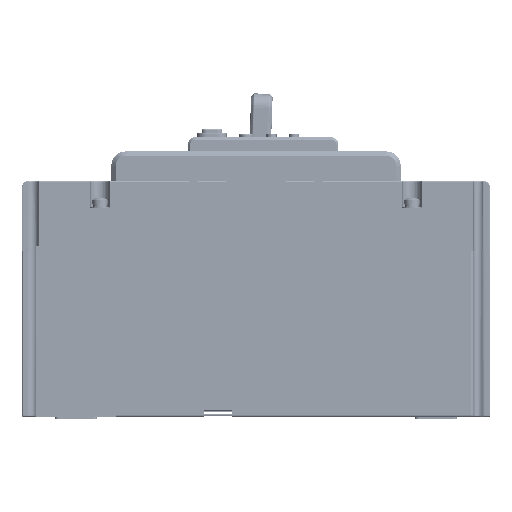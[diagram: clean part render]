
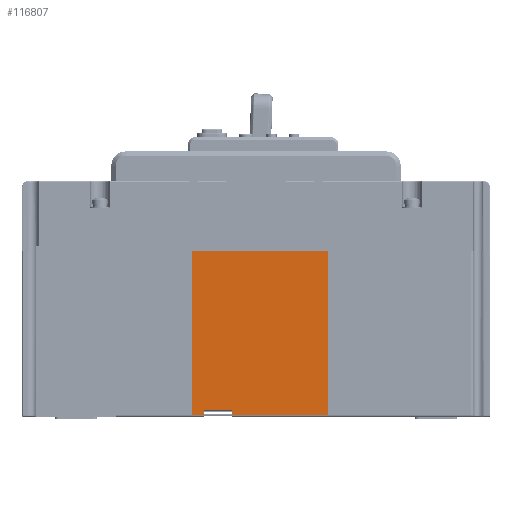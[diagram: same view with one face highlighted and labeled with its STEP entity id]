
A CAD part, top view. The second image highlights one B-rep face of the part: STEP entity #116807.
In plain terms, the highlighted planar face has unit normal (0, 0, 1).
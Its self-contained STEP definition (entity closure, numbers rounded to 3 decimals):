
#9046=DIRECTION('',(0.,1.,0.));
#9047=VECTOR('',#9046,2.);
#9048=CARTESIAN_POINT('',(-18.5,-49.3,53.));
#9049=LINE('',#9048,#9047);
#19232=DIRECTION('',(0.,-1.,0.));
#19233=VECTOR('',#19232,2.);
#19234=CARTESIAN_POINT('',(-8.5,-47.3,53.));
#19235=LINE('',#19234,#19233);
#20564=DIRECTION('',(-1.,0.,0.));
#20565=VECTOR('',#20564,16.6);
#20566=CARTESIAN_POINT('',(25.5,8.7,53.));
#20567=LINE('',#20566,#20565);
#20568=DIRECTION('',(0.,-1.,0.));
#20569=VECTOR('',#20568,58.);
#20570=CARTESIAN_POINT('',(25.5,8.7,53.));
#20571=LINE('',#20570,#20569);
#20572=DIRECTION('',(-1.,0.,0.));
#20573=VECTOR('',#20572,34.);
#20574=CARTESIAN_POINT('',(25.5,-49.3,53.));
#20575=LINE('',#20574,#20573);
#20576=DIRECTION('',(1.,0.,0.));
#20577=VECTOR('',#20576,10.);
#20578=CARTESIAN_POINT('',(-18.5,-47.3,53.));
#20579=LINE('',#20578,#20577);
#20580=DIRECTION('',(-1.,0.,0.));
#20581=VECTOR('',#20580,4.);
#20582=CARTESIAN_POINT('',(-18.5,-49.3,53.));
#20583=LINE('',#20582,#20581);
#20584=DIRECTION('',(-1.,0.,0.));
#20585=VECTOR('',#20584,13.6);
#20586=CARTESIAN_POINT('',(-8.9,8.7,53.));
#20587=LINE('',#20586,#20585);
#20736=DIRECTION('',(0.,-1.,0.));
#20737=VECTOR('',#20736,58.);
#20738=CARTESIAN_POINT('',(-22.5,8.7,53.));
#20739=LINE('',#20738,#20737);
#21162=DIRECTION('',(-1.,0.,0.));
#21163=VECTOR('',#21162,17.8);
#21164=CARTESIAN_POINT('',(8.9,8.7,53.));
#21165=LINE('',#21164,#21163);
#76267=CARTESIAN_POINT('',(-18.5,-49.3,53.));
#76268=CARTESIAN_POINT('',(-22.5,-49.3,53.));
#76269=VERTEX_POINT('',#76267);
#76270=VERTEX_POINT('',#76268);
#76279=CARTESIAN_POINT('',(-18.5,-47.3,53.));
#76280=CARTESIAN_POINT('',(-8.5,-47.3,53.));
#76281=VERTEX_POINT('',#76279);
#76282=VERTEX_POINT('',#76280);
#76284=CARTESIAN_POINT('',(-8.5,-49.3,53.));
#76286=VERTEX_POINT('',#76284);
#76287=CARTESIAN_POINT('',(25.5,-49.3,53.));
#76288=VERTEX_POINT('',#76287);
#83737=CARTESIAN_POINT('',(8.9,8.7,53.));
#83739=VERTEX_POINT('',#83737);
#83742=CARTESIAN_POINT('',(-8.9,8.7,53.));
#83744=VERTEX_POINT('',#83742);
#83920=CARTESIAN_POINT('',(25.5,8.7,53.));
#83922=VERTEX_POINT('',#83920);
#83923=CARTESIAN_POINT('',(-22.5,8.7,53.));
#83924=VERTEX_POINT('',#83923);
#116784=CARTESIAN_POINT('',(25.5,8.7,53.));
#116785=DIRECTION('',(0.,0.,-1.));
#116786=DIRECTION('',(-1.,0.,0.));
#116787=AXIS2_PLACEMENT_3D('',#116784,#116785,#116786);
#116788=PLANE('',#116787);
#116789=ORIENTED_EDGE('',*,*,#116775,.F.);
#116790=ORIENTED_EDGE('',*,*,#116764,.T.);
#116792=ORIENTED_EDGE('',*,*,#116791,.T.);
#116793=ORIENTED_EDGE('',*,*,#115291,.F.);
#116795=ORIENTED_EDGE('',*,*,#116794,.F.);
#116796=ORIENTED_EDGE('',*,*,#102536,.F.);
#116798=ORIENTED_EDGE('',*,*,#116797,.T.);
#116800=ORIENTED_EDGE('',*,*,#116799,.F.);
#116802=ORIENTED_EDGE('',*,*,#116801,.F.);
#116804=ORIENTED_EDGE('',*,*,#116803,.F.);
#116805=EDGE_LOOP('',(#116789,#116790,#116792,#116793,#116795,#116796,#116798,
#116800,#116802,#116804));
#116806=FACE_OUTER_BOUND('',#116805,.F.);
#116807=ADVANCED_FACE('',(#116806),#116788,.F.);
#102536=EDGE_CURVE('',#76269,#76281,#9049,.T.);
#115291=EDGE_CURVE('',#76282,#76286,#19235,.T.);
#116764=EDGE_CURVE('',#83922,#76288,#20571,.T.);
#116775=EDGE_CURVE('',#83922,#83739,#20567,.T.);
#116791=EDGE_CURVE('',#76288,#76286,#20575,.T.);
#116794=EDGE_CURVE('',#76281,#76282,#20579,.T.);
#116797=EDGE_CURVE('',#76269,#76270,#20583,.T.);
#116799=EDGE_CURVE('',#83924,#76270,#20739,.T.);
#116801=EDGE_CURVE('',#83744,#83924,#20587,.T.);
#116803=EDGE_CURVE('',#83739,#83744,#21165,.T.);
